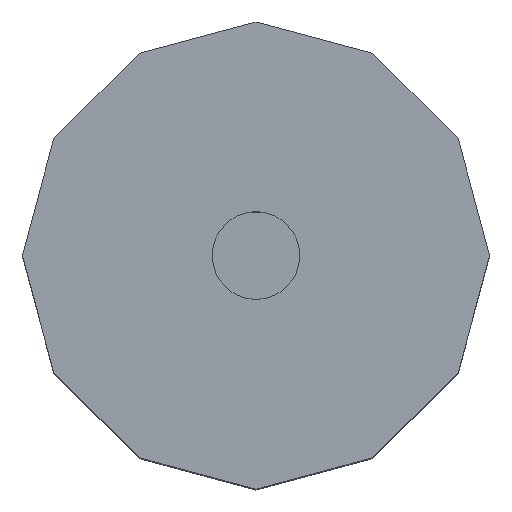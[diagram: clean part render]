
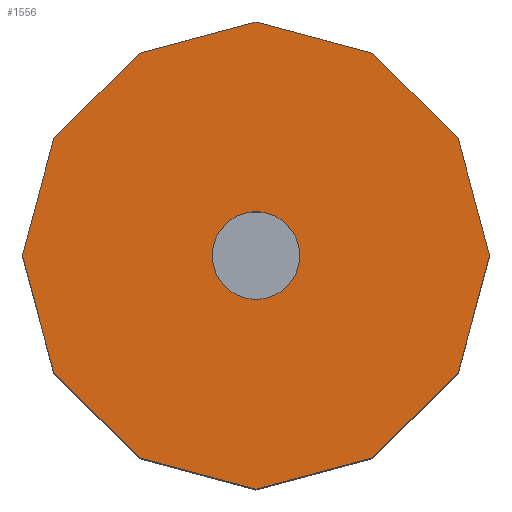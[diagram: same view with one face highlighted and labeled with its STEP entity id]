
A CAD part, top view. The second image highlights one B-rep face of the part: STEP entity #1556.
In plain terms, the highlighted planar face has unit normal (0, 0, 1).
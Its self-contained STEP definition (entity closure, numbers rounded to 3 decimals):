
#19=FACE_BOUND('',#141,.T.);
#21=CIRCLE('',#1680,2.25);
#39=FACE_OUTER_BOUND('',#140,.T.);
#140=EDGE_LOOP('',(#1068,#1069,#1070,#1071,#1072,#1073,#1074,#1075,#1076,
#1077,#1078,#1079));
#141=EDGE_LOOP('',(#1080));
#266=LINE('',#2280,#483);
#267=LINE('',#2282,#484);
#268=LINE('',#2284,#485);
#269=LINE('',#2286,#486);
#270=LINE('',#2288,#487);
#271=LINE('',#2290,#488);
#272=LINE('',#2292,#489);
#273=LINE('',#2294,#490);
#274=LINE('',#2296,#491);
#275=LINE('',#2298,#492);
#276=LINE('',#2300,#493);
#277=LINE('',#2301,#494);
#483=VECTOR('',#1843,10.);
#484=VECTOR('',#1844,10.);
#485=VECTOR('',#1845,10.);
#486=VECTOR('',#1846,10.);
#487=VECTOR('',#1847,10.);
#488=VECTOR('',#1848,10.);
#489=VECTOR('',#1849,10.);
#490=VECTOR('',#1850,10.);
#491=VECTOR('',#1851,10.);
#492=VECTOR('',#1852,10.);
#493=VECTOR('',#1853,10.);
#494=VECTOR('',#1854,10.);
#687=VERTEX_POINT('',#2272);
#689=VERTEX_POINT('',#2278);
#690=VERTEX_POINT('',#2279);
#691=VERTEX_POINT('',#2281);
#692=VERTEX_POINT('',#2283);
#693=VERTEX_POINT('',#2285);
#694=VERTEX_POINT('',#2287);
#695=VERTEX_POINT('',#2289);
#696=VERTEX_POINT('',#2291);
#697=VERTEX_POINT('',#2293);
#698=VERTEX_POINT('',#2295);
#699=VERTEX_POINT('',#2297);
#700=VERTEX_POINT('',#2299);
#821=EDGE_CURVE('',#687,#687,#21,.T.);
#824=EDGE_CURVE('',#689,#690,#266,.T.);
#825=EDGE_CURVE('',#690,#691,#267,.T.);
#826=EDGE_CURVE('',#691,#692,#268,.T.);
#827=EDGE_CURVE('',#692,#693,#269,.T.);
#828=EDGE_CURVE('',#693,#694,#270,.T.);
#829=EDGE_CURVE('',#694,#695,#271,.T.);
#830=EDGE_CURVE('',#695,#696,#272,.T.);
#831=EDGE_CURVE('',#696,#697,#273,.T.);
#832=EDGE_CURVE('',#697,#698,#274,.T.);
#833=EDGE_CURVE('',#698,#699,#275,.T.);
#834=EDGE_CURVE('',#699,#700,#276,.T.);
#835=EDGE_CURVE('',#700,#689,#277,.T.);
#1068=ORIENTED_EDGE('',*,*,#824,.T.);
#1069=ORIENTED_EDGE('',*,*,#825,.T.);
#1070=ORIENTED_EDGE('',*,*,#826,.T.);
#1071=ORIENTED_EDGE('',*,*,#827,.T.);
#1072=ORIENTED_EDGE('',*,*,#828,.T.);
#1073=ORIENTED_EDGE('',*,*,#829,.T.);
#1074=ORIENTED_EDGE('',*,*,#830,.T.);
#1075=ORIENTED_EDGE('',*,*,#831,.T.);
#1076=ORIENTED_EDGE('',*,*,#832,.T.);
#1077=ORIENTED_EDGE('',*,*,#833,.T.);
#1078=ORIENTED_EDGE('',*,*,#834,.T.);
#1079=ORIENTED_EDGE('',*,*,#835,.T.);
#1080=ORIENTED_EDGE('',*,*,#821,.T.);
#1455=PLANE('',#1682);
#1556=ADVANCED_FACE('',(#39,#19),#1455,.T.);
#1680=AXIS2_PLACEMENT_3D('',#2273,#1836,#1837);
#1682=AXIS2_PLACEMENT_3D('',#2277,#1841,#1842);
#1836=DIRECTION('center_axis',(0.,0.,-1.));
#1837=DIRECTION('ref_axis',(0.966,0.259,0.));
#1841=DIRECTION('center_axis',(0.,0.,1.));
#1842=DIRECTION('ref_axis',(1.,0.,0.));
#1843=DIRECTION('',(-0.259,0.966,0.));
#1844=DIRECTION('',(-0.707,0.707,0.));
#1845=DIRECTION('',(-0.966,0.259,0.));
#1846=DIRECTION('',(-0.966,-0.259,0.));
#1847=DIRECTION('',(-0.707,-0.707,0.));
#1848=DIRECTION('',(-0.259,-0.966,0.));
#1849=DIRECTION('',(0.259,-0.966,0.));
#1850=DIRECTION('',(0.707,-0.707,0.));
#1851=DIRECTION('',(0.966,-0.259,0.));
#1852=DIRECTION('',(0.966,0.259,0.));
#1853=DIRECTION('',(0.707,0.707,0.));
#1854=DIRECTION('',(0.259,0.966,0.));
#2272=CARTESIAN_POINT('',(-2.173,-0.582,26.));
#2273=CARTESIAN_POINT('Origin',(0.,0.,
26.));
#2277=CARTESIAN_POINT('Origin',(0.,0.,26.));
#2278=CARTESIAN_POINT('',(12.,0.,26.));
#2279=CARTESIAN_POINT('',(10.392,6.,26.));
#2280=CARTESIAN_POINT('',(12.,0.,26.));
#2281=CARTESIAN_POINT('',(6.,10.392,26.));
#2282=CARTESIAN_POINT('',(10.392,6.,26.));
#2283=CARTESIAN_POINT('',(0.,12.,26.));
#2284=CARTESIAN_POINT('',(6.,10.392,26.));
#2285=CARTESIAN_POINT('',(-6.,10.392,26.));
#2286=CARTESIAN_POINT('',(0.,12.,26.));
#2287=CARTESIAN_POINT('',(-10.392,6.,26.));
#2288=CARTESIAN_POINT('',(-6.,10.392,26.));
#2289=CARTESIAN_POINT('',(-12.,0.,26.));
#2290=CARTESIAN_POINT('',(-10.392,6.,26.));
#2291=CARTESIAN_POINT('',(-10.392,-6.,26.));
#2292=CARTESIAN_POINT('',(-12.,0.,26.));
#2293=CARTESIAN_POINT('',(-6.,-10.392,26.));
#2294=CARTESIAN_POINT('',(-10.392,-6.,26.));
#2295=CARTESIAN_POINT('',(0.,-12.,26.));
#2296=CARTESIAN_POINT('',(-6.,-10.392,26.));
#2297=CARTESIAN_POINT('',(6.,-10.392,26.));
#2298=CARTESIAN_POINT('',(0.,-12.,26.));
#2299=CARTESIAN_POINT('',(10.392,-6.,26.));
#2300=CARTESIAN_POINT('',(6.,-10.392,26.));
#2301=CARTESIAN_POINT('',(10.392,-6.,26.));
